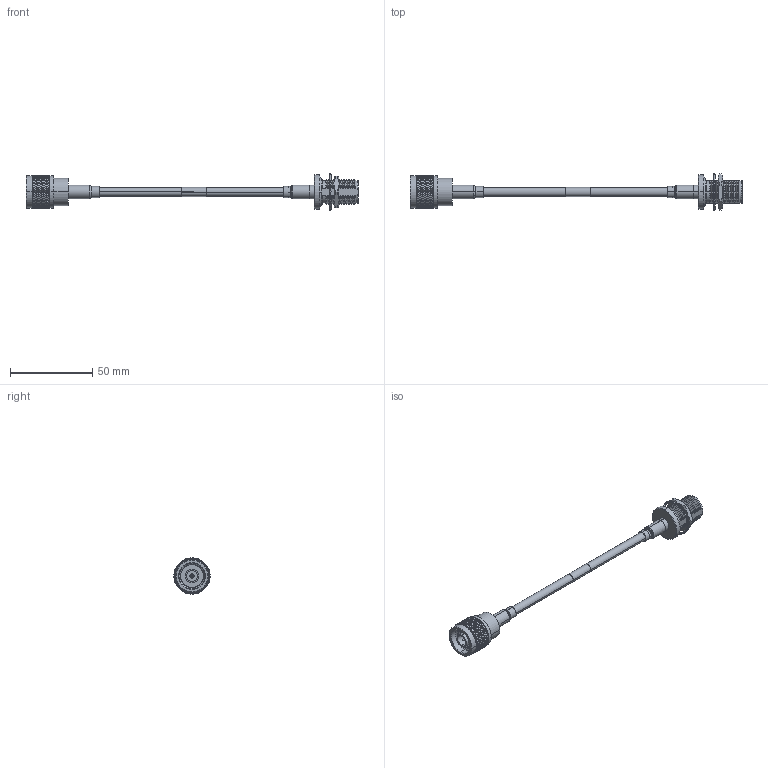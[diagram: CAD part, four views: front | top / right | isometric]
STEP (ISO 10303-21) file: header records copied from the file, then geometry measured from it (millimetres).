
FILE_DESCRIPTION (( 'STEP AP203' ), '1' );
FILE_NAME ('FMCA2778.STEP', '2022-03-09T20:10:19', ( '' ), ( '' ), 'SwSTEP 2.0', 'SolidWorks 2021', '' );
FILE_SCHEMA (( 'CONFIG_CONTROL_DESIGN' ));
Length unit declared in the file: millimetre
Products named in the file (11): RG223_with label; FMCA2778; PE4371-MA2; PE4371-MA4; PE4371-MA0; CA-240-MA1_.75" Long; PE4371-MA3; FMCN1746___; SC9107; PE4371-MA5; PE4371-MA1
Assembly tree (11 placements, depth 3):
  FMCA2778
    RG223_with label
    CA-240-MA1_.75" Long  x2
    SC9107
    FMCN1746___
      PE4371-MA0
      PE4371-MA1
      PE4371-MA2
      PE4371-MA3
      PE4371-MA4
      PE4371-MA5
Bounding box: 201.68 x 22 x 22 mm (x, y, z)
Volume: 14293.1 mm3; surface area: 13867.8 mm2
Topology: 11 solids, 11 shells, 4187 faces, 9036 edges, 4890 vertices
Faces by surface type: bspline 2851, cylinder 801, plane 352, cone 161, torus 22
Entity records: 171316 total; most frequent: CARTESIAN_POINT 112330, ORIENTED_EDGE 17984, EDGE_CURVE 8992, DIRECTION 4896, VERTEX_POINT 4866, EDGE_LOOP 4200, ADVANCED_FACE 4165, FACE_OUTER_BOUND 4165
